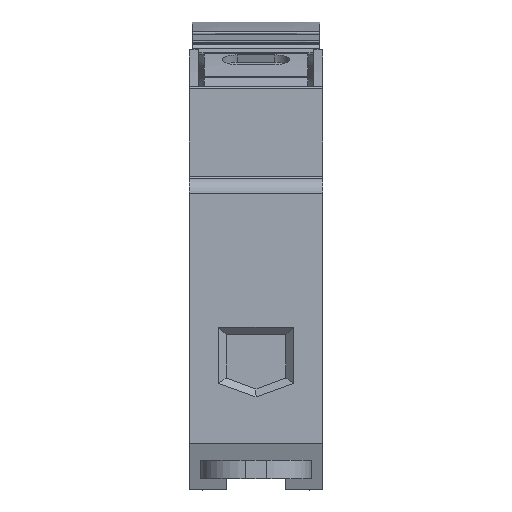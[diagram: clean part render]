
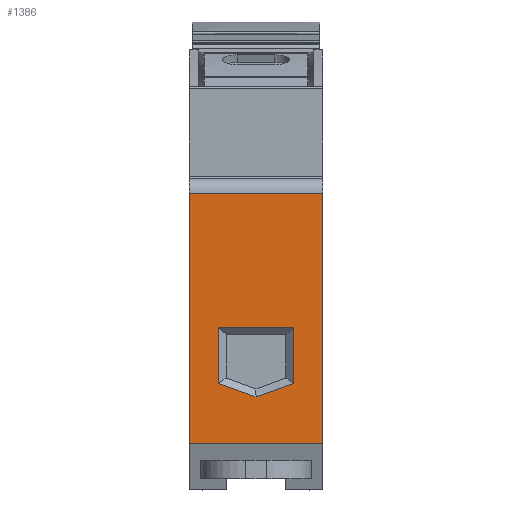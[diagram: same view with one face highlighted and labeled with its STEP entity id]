
A CAD part, front view. The second image highlights one B-rep face of the part: STEP entity #1386.
In plain terms, the highlighted planar face has unit normal (0, -1, 0).
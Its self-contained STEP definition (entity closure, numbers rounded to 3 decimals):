
#1331=AXIS2_PLACEMENT_3D('Plane Axis2P3D',#1328,#1329,#1330) ;
#251=CARTESIAN_POINT('Vertex',(0.,6.,6.2)) ;
#254=CARTESIAN_POINT('Line Origine',(0.,6.,22.95)) ;
#258=CARTESIAN_POINT('Vertex',(0.,6.,39.7)) ;
#473=CARTESIAN_POINT('Vertex',(17.8,6.,39.7)) ;
#476=CARTESIAN_POINT('Line Origine',(17.8,6.,22.95)) ;
#480=CARTESIAN_POINT('Vertex',(17.8,6.,6.2)) ;
#1289=CARTESIAN_POINT('Line Origine',(8.9,6.,6.2)) ;
#1328=CARTESIAN_POINT('Axis2P3D Location',(0.,6.,6.2)) ;
#1333=CARTESIAN_POINT('Line Origine',(8.9,6.,39.7)) ;
#1344=CARTESIAN_POINT('Line Origine',(8.9,6.,21.775)) ;
#1348=CARTESIAN_POINT('Vertex',(13.9,6.,21.775)) ;
#1350=CARTESIAN_POINT('Vertex',(3.9,6.,21.775)) ;
#1353=CARTESIAN_POINT('Line Origine',(13.9,6.,18.025)) ;
#1357=CARTESIAN_POINT('Vertex',(13.9,6.,14.275)) ;
#1360=CARTESIAN_POINT('Line Origine',(11.4,6.,13.365)) ;
#1364=CARTESIAN_POINT('Vertex',(8.9,6.,12.455)) ;
#1367=CARTESIAN_POINT('Line Origine',(6.4,6.,13.365)) ;
#1371=CARTESIAN_POINT('Vertex',(3.9,6.,14.275)) ;
#1374=CARTESIAN_POINT('Line Origine',(3.9,6.,18.025)) ;
#255=DIRECTION('Vector Direction',(0.,0.,1.)) ;
#477=DIRECTION('Vector Direction',(0.,0.,1.)) ;
#1290=DIRECTION('Vector Direction',(1.,0.,0.)) ;
#1329=DIRECTION('Axis2P3D Direction',(0.,1.,0.)) ;
#1330=DIRECTION('Axis2P3D XDirection',(0.,0.,1.)) ;
#1334=DIRECTION('Vector Direction',(1.,0.,0.)) ;
#1345=DIRECTION('Vector Direction',(1.,0.,0.)) ;
#1354=DIRECTION('Vector Direction',(0.,0.,-1.)) ;
#1361=DIRECTION('Vector Direction',(-0.94,0.,-0.342)) ;
#1368=DIRECTION('Vector Direction',(-0.94,0.,0.342)) ;
#1375=DIRECTION('Vector Direction',(0.,0.,1.)) ;
#256=VECTOR('Line Direction',#255,1.) ;
#478=VECTOR('Line Direction',#477,1.) ;
#1291=VECTOR('Line Direction',#1290,1.) ;
#1335=VECTOR('Line Direction',#1334,1.) ;
#1346=VECTOR('Line Direction',#1345,1.) ;
#1355=VECTOR('Line Direction',#1354,1.) ;
#1362=VECTOR('Line Direction',#1361,1.) ;
#1369=VECTOR('Line Direction',#1368,1.) ;
#1376=VECTOR('Line Direction',#1375,1.) ;
#1339=ORIENTED_EDGE('',*,*,#1337,.F.) ;
#1340=ORIENTED_EDGE('',*,*,#260,.T.) ;
#1341=ORIENTED_EDGE('',*,*,#1293,.T.) ;
#1342=ORIENTED_EDGE('',*,*,#482,.F.) ;
#1380=ORIENTED_EDGE('',*,*,#1352,.F.) ;
#1381=ORIENTED_EDGE('',*,*,#1359,.F.) ;
#1382=ORIENTED_EDGE('',*,*,#1366,.F.) ;
#1383=ORIENTED_EDGE('',*,*,#1373,.F.) ;
#1384=ORIENTED_EDGE('',*,*,#1378,.F.) ;
#1385=FACE_BOUND('',#1379,.T.) ;
#1386=ADVANCED_FACE('WSI 25/1 10X38',(#1343,#1385),#1332,.F.) ;
#260=EDGE_CURVE('',#259,#252,#257,.F.) ;
#482=EDGE_CURVE('',#474,#481,#479,.F.) ;
#1293=EDGE_CURVE('',#252,#481,#1292,.T.) ;
#1337=EDGE_CURVE('',#259,#474,#1336,.T.) ;
#1352=EDGE_CURVE('',#1349,#1351,#1347,.F.) ;
#1359=EDGE_CURVE('',#1358,#1349,#1356,.F.) ;
#1366=EDGE_CURVE('',#1365,#1358,#1363,.F.) ;
#1373=EDGE_CURVE('',#1372,#1365,#1370,.F.) ;
#1378=EDGE_CURVE('',#1351,#1372,#1377,.F.) ;
#1338=EDGE_LOOP('',(#1339,#1340,#1341,#1342)) ;
#1379=EDGE_LOOP('',(#1380,#1381,#1382,#1383,#1384)) ;
#1343=FACE_OUTER_BOUND('',#1338,.T.) ;
#257=LINE('Line',#254,#256) ;
#479=LINE('Line',#476,#478) ;
#1292=LINE('Line',#1289,#1291) ;
#1336=LINE('Line',#1333,#1335) ;
#1347=LINE('Line',#1344,#1346) ;
#1356=LINE('Line',#1353,#1355) ;
#1363=LINE('Line',#1360,#1362) ;
#1370=LINE('Line',#1367,#1369) ;
#1377=LINE('Line',#1374,#1376) ;
#1332=PLANE('',#1331) ;
#252=VERTEX_POINT('',#251) ;
#259=VERTEX_POINT('',#258) ;
#474=VERTEX_POINT('',#473) ;
#481=VERTEX_POINT('',#480) ;
#1349=VERTEX_POINT('',#1348) ;
#1351=VERTEX_POINT('',#1350) ;
#1358=VERTEX_POINT('',#1357) ;
#1365=VERTEX_POINT('',#1364) ;
#1372=VERTEX_POINT('',#1371) ;
